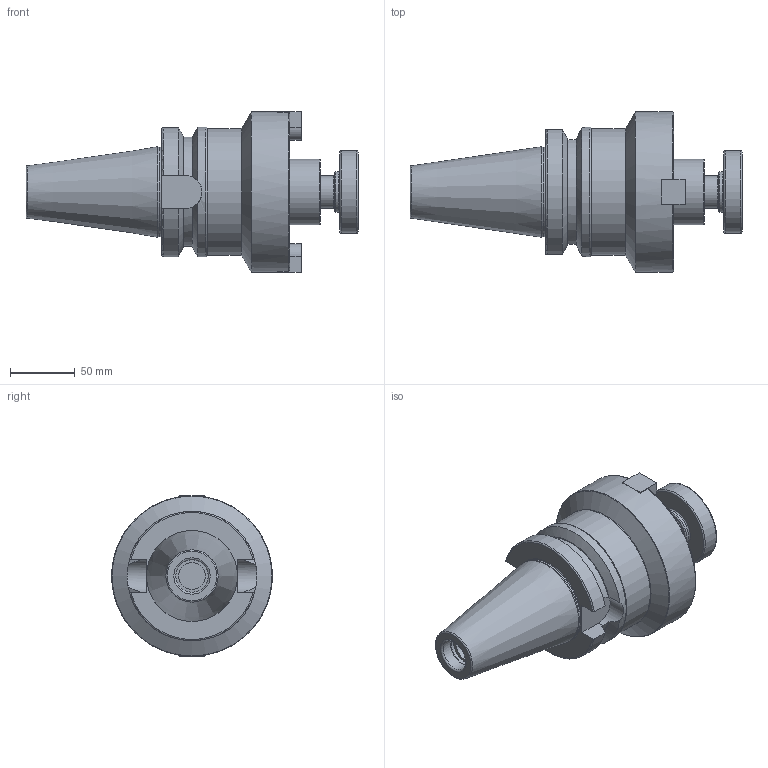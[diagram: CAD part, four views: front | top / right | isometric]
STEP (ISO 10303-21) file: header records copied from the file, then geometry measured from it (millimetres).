
FILE_DESCRIPTION(/* description */ ('','CAx-IF Rec.Pracs.---Representation and Presentation of Product Manufacturing Information (PMI)---4.0---2014-10-13'),/* implementation_level */ '2;1');
FILE_NAME(/* name */ 'EI329.stp',/* time_stamp */ '2025-04-02T10:39:49+09:00',/* author */ ('eos'),/* organization */ (''),/* preprocessor_version */ 'ST-DEVELOPER v20',/* originating_system */ 'Autodesk Inventor 2025',/* authorisation */ '');
FILE_SCHEMA (('AP242_MANAGED_MODEL_BASED_3D_ENGINEERING_MIM_LF { 1 0 10303 442 1 1 4 }'));
Length unit declared in the file: millimetre
Products named in the file (5): LO-BT50-SMA50.8-76.2; BT50; SMA27-DRIV EKEY-SECO; ANSI B18.3 - 5/16 - 18 UNC - 3/4 HS HCS; COLLAR BOLT-UNF3_8-24x24L
Assembly tree (4 placements, depth 2):
  LO-BT50-SMA50.8-76.2
    BT50
    SMA27-DRIV EKEY-SECO  x2
    COLLAR BOLT-UNF3_8-24x24L
  ANSI B18.3 - 5/16 - 18 UNC - 3/4 HS HCS
Bounding box: 256.27 x 123.95 x 124 mm (x, y, z)
Volume: 1155403.3 mm3; surface area: 115383.8 mm2
Topology: 6 solids, 6 shells, 140 faces, 333 edges, 215 vertices
Faces by surface type: plane 68, cylinder 34, torus 21, cone 17
Full cylindrical faces by diameter (mm): 6.401 x2, 7.925 x2, 8.6 x2, 11.913 x2, 12.6 x2, 19.05 x1, 20.752 x1, 23.444 x1, 25 x1, 25.4 x1, 25.6 x1, 31 x1, 32 x1, 50.8 x1, 63.5 x1, 69.3 x1, 98 x1, 100 x1, 123.95 x1
Entity records: 4657 total; most frequent: CARTESIAN_POINT 1096, DIRECTION 737, ORIENTED_EDGE 550, AXIS2_PLACEMENT_3D 307, EDGE_CURVE 275, VERTEX_POINT 179, STYLED_ITEM 151, CIRCLE 137
